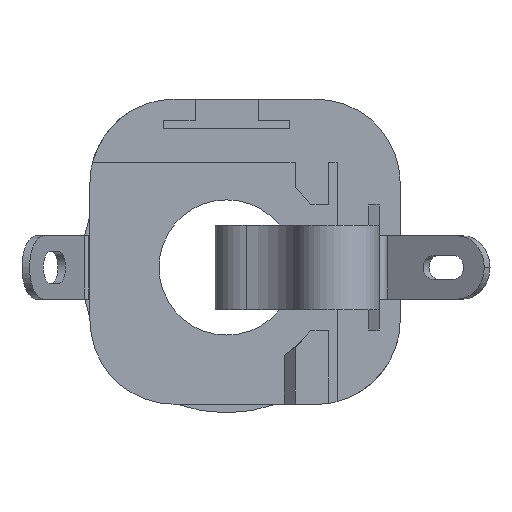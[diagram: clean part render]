
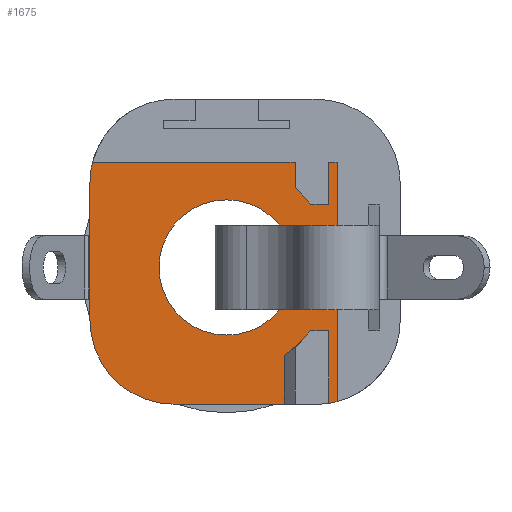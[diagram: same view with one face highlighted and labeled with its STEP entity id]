
A CAD part, left-side view. The second image highlights one B-rep face of the part: STEP entity #1675.
In plain terms, the highlighted planar face has unit normal (-1, 0, 0).
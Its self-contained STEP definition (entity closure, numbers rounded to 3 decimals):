
#1170 = EDGE_CURVE('',#1171,#1171,#1173,.T.);
#1171 = VERTEX_POINT('',#1172);
#1172 = CARTESIAN_POINT('',(-4.972,4.083,
    6.602));
#1173 = CIRCLE('',#1174,3.215);
#1174 = AXIS2_PLACEMENT_3D('',#1175,#1176,#1177);
#1175 = CARTESIAN_POINT('',(-4.972,0.868,
    6.602));
#1176 = DIRECTION('',(1.,0.,0.));
#1177 = DIRECTION('',(0.,1.,0.));
#1353 = VERTEX_POINT('',#1354);
#1354 = CARTESIAN_POINT('',(-4.972,7.368,
    4.102));
#1360 = EDGE_CURVE('',#1353,#1361,#1363,.T.);
#1361 = VERTEX_POINT('',#1362);
#1362 = CARTESIAN_POINT('',(-4.972,7.368,
    10.602));
#1363 = LINE('',#1364,#1365);
#1364 = CARTESIAN_POINT('',(-4.972,7.368,
    6.602));
#1365 = VECTOR('',#1366,1.);
#1366 = DIRECTION('',(0.,0.,1.));
#1385 = EDGE_CURVE('',#1361,#1386,#1388,.T.);
#1386 = VERTEX_POINT('',#1387);
#1387 = CARTESIAN_POINT('',(-4.972,7.241,
    11.602));
#1388 = CIRCLE('',#1389,4.);
#1389 = AXIS2_PLACEMENT_3D('',#1390,#1391,#1392);
#1390 = CARTESIAN_POINT('',(-4.972,3.368,
    10.602));
#1391 = DIRECTION('',(1.,0.,0.));
#1392 = DIRECTION('',(0.,0.707,0.707));
#1565 = VERTEX_POINT('',#1566);
#1566 = CARTESIAN_POINT('',(-4.972,-4.382,
    0.229));
#1572 = EDGE_CURVE('',#1565,#1573,#1575,.T.);
#1573 = VERTEX_POINT('',#1574);
#1574 = CARTESIAN_POINT('',(-4.972,-3.982,
    0.147));
#1575 = CIRCLE('',#1576,4.);
#1576 = AXIS2_PLACEMENT_3D('',#1577,#1578,#1579);
#1577 = CARTESIAN_POINT('',(-4.972,-3.382,
    4.102));
#1578 = DIRECTION('',(1.,0.,0.));
#1579 = DIRECTION('',(0.,-0.707,-0.707));
#1622 = VERTEX_POINT('',#1623);
#1623 = CARTESIAN_POINT('',(-4.972,3.368,
    0.102));
#1640 = VERTEX_POINT('',#1641);
#1641 = CARTESIAN_POINT('',(-4.972,-1.882,
    0.102));
#1647 = EDGE_CURVE('',#1640,#1622,#1648,.T.);
#1648 = LINE('',#1649,#1650);
#1649 = CARTESIAN_POINT('',(-4.972,-0.301,
    0.102));
#1650 = VECTOR('',#1651,1.);
#1651 = DIRECTION('',(0.,1.,0.));
#1663 = EDGE_CURVE('',#1622,#1353,#1664,.T.);
#1664 = CIRCLE('',#1665,4.);
#1665 = AXIS2_PLACEMENT_3D('',#1666,#1667,#1668);
#1666 = CARTESIAN_POINT('',(-4.972,3.368,
    4.102));
#1667 = DIRECTION('',(1.,0.,0.));
#1668 = DIRECTION('',(0.,0.707,-0.707
    ));
#1675 = ADVANCED_FACE('',(#1676,#1769),#1772,.F.);
#1676 = FACE_BOUND('',#1677,.T.);
#1677 = EDGE_LOOP('',(#1678,#1688,#1697,#1705,#1711,#1712,#1713,#1714,
    #1715,#1723,#1732,#1740,#1746,#1747,#1755,#1763));
#1678 = ORIENTED_EDGE('',*,*,#1679,.T.);
#1679 = EDGE_CURVE('',#1680,#1682,#1684,.T.);
#1680 = VERTEX_POINT('',#1681);
#1681 = CARTESIAN_POINT('',(-4.972,-3.982,
    9.602));
#1682 = VERTEX_POINT('',#1683);
#1683 = CARTESIAN_POINT('',(-4.972,-3.132,
    9.602));
#1684 = LINE('',#1685,#1686);
#1685 = CARTESIAN_POINT('',(-4.972,-4.382,
    9.602));
#1686 = VECTOR('',#1687,1.);
#1687 = DIRECTION('',(0.,1.,0.));
#1688 = ORIENTED_EDGE('',*,*,#1689,.T.);
#1689 = EDGE_CURVE('',#1682,#1690,#1692,.T.);
#1690 = VERTEX_POINT('',#1691);
#1691 = CARTESIAN_POINT('',(-4.972,-2.382,
    10.402));
#1692 = CIRCLE('',#1693,5.);
#1693 = AXIS2_PLACEMENT_3D('',#1694,#1695,#1696);
#1694 = CARTESIAN_POINT('',(-4.972,0.868,
    6.602));
#1695 = DIRECTION('',(-1.,0.,0.));
#1696 = DIRECTION('',(0.,-1.,0.));
#1697 = ORIENTED_EDGE('',*,*,#1698,.T.);
#1698 = EDGE_CURVE('',#1690,#1699,#1701,.T.);
#1699 = VERTEX_POINT('',#1700);
#1700 = CARTESIAN_POINT('',(-4.972,-2.382,
    11.602));
#1701 = LINE('',#1702,#1703);
#1702 = CARTESIAN_POINT('',(-4.972,-2.382,
    9.602));
#1703 = VECTOR('',#1704,1.);
#1704 = DIRECTION('',(0.,0.,1.));
#1705 = ORIENTED_EDGE('',*,*,#1706,.T.);
#1706 = EDGE_CURVE('',#1699,#1386,#1707,.T.);
#1707 = LINE('',#1708,#1709);
#1708 = CARTESIAN_POINT('',(-4.972,-1.882,
    11.602));
#1709 = VECTOR('',#1710,1.);
#1710 = DIRECTION('',(0.,1.,0.));
#1711 = ORIENTED_EDGE('',*,*,#1385,.F.);
#1712 = ORIENTED_EDGE('',*,*,#1360,.F.);
#1713 = ORIENTED_EDGE('',*,*,#1663,.F.);
#1714 = ORIENTED_EDGE('',*,*,#1647,.F.);
#1715 = ORIENTED_EDGE('',*,*,#1716,.T.);
#1716 = EDGE_CURVE('',#1640,#1717,#1719,.T.);
#1717 = VERTEX_POINT('',#1718);
#1718 = CARTESIAN_POINT('',(-4.972,-1.882,
    2.426));
#1719 = LINE('',#1720,#1721);
#1720 = CARTESIAN_POINT('',(-4.972,-1.882,
    0.102));
#1721 = VECTOR('',#1722,1.);
#1722 = DIRECTION('',(0.,0.,1.));
#1723 = ORIENTED_EDGE('',*,*,#1724,.T.);
#1724 = EDGE_CURVE('',#1717,#1725,#1727,.T.);
#1725 = VERTEX_POINT('',#1726);
#1726 = CARTESIAN_POINT('',(-4.972,-3.132,
    3.602));
#1727 = CIRCLE('',#1728,5.);
#1728 = AXIS2_PLACEMENT_3D('',#1729,#1730,#1731);
#1729 = CARTESIAN_POINT('',(-4.972,0.868,
    6.602));
#1730 = DIRECTION('',(-1.,0.,0.));
#1731 = DIRECTION('',(0.,-1.,0.));
#1732 = ORIENTED_EDGE('',*,*,#1733,.T.);
#1733 = EDGE_CURVE('',#1725,#1734,#1736,.T.);
#1734 = VERTEX_POINT('',#1735);
#1735 = CARTESIAN_POINT('',(-4.972,-3.982,
    3.602));
#1736 = LINE('',#1737,#1738);
#1737 = CARTESIAN_POINT('',(-4.972,0.868,
    3.602));
#1738 = VECTOR('',#1739,1.);
#1739 = DIRECTION('',(0.,-1.,0.));
#1740 = ORIENTED_EDGE('',*,*,#1741,.T.);
#1741 = EDGE_CURVE('',#1734,#1573,#1742,.T.);
#1742 = LINE('',#1743,#1744);
#1743 = CARTESIAN_POINT('',(-4.972,-3.982,
    11.602));
#1744 = VECTOR('',#1745,1.);
#1745 = DIRECTION('',(0.,0.,-1.));
#1746 = ORIENTED_EDGE('',*,*,#1572,.F.);
#1747 = ORIENTED_EDGE('',*,*,#1748,.T.);
#1748 = EDGE_CURVE('',#1565,#1749,#1751,.T.);
#1749 = VERTEX_POINT('',#1750);
#1750 = CARTESIAN_POINT('',(-4.972,-4.382,
    11.602));
#1751 = LINE('',#1752,#1753);
#1752 = CARTESIAN_POINT('',(-4.972,-4.382,
    0.102));
#1753 = VECTOR('',#1754,1.);
#1754 = DIRECTION('',(0.,0.,1.));
#1755 = ORIENTED_EDGE('',*,*,#1756,.T.);
#1756 = EDGE_CURVE('',#1749,#1757,#1759,.T.);
#1757 = VERTEX_POINT('',#1758);
#1758 = CARTESIAN_POINT('',(-4.972,-3.982,
    11.602));
#1759 = LINE('',#1760,#1761);
#1760 = CARTESIAN_POINT('',(-4.972,-4.382,
    11.602));
#1761 = VECTOR('',#1762,1.);
#1762 = DIRECTION('',(0.,1.,0.));
#1763 = ORIENTED_EDGE('',*,*,#1764,.T.);
#1764 = EDGE_CURVE('',#1757,#1680,#1765,.T.);
#1765 = LINE('',#1766,#1767);
#1766 = CARTESIAN_POINT('',(-4.972,-3.982,
    11.602));
#1767 = VECTOR('',#1768,1.);
#1768 = DIRECTION('',(0.,0.,-1.));
#1769 = FACE_BOUND('',#1770,.T.);
#1770 = EDGE_LOOP('',(#1771));
#1771 = ORIENTED_EDGE('',*,*,#1170,.T.);
#1772 = PLANE('',#1773);
#1773 = AXIS2_PLACEMENT_3D('',#1774,#1775,#1776);
#1774 = CARTESIAN_POINT('',(-4.972,3.243,
    5.852));
#1775 = DIRECTION('',(1.,0.,0.));
#1776 = DIRECTION('',(0.,1.,0.));
